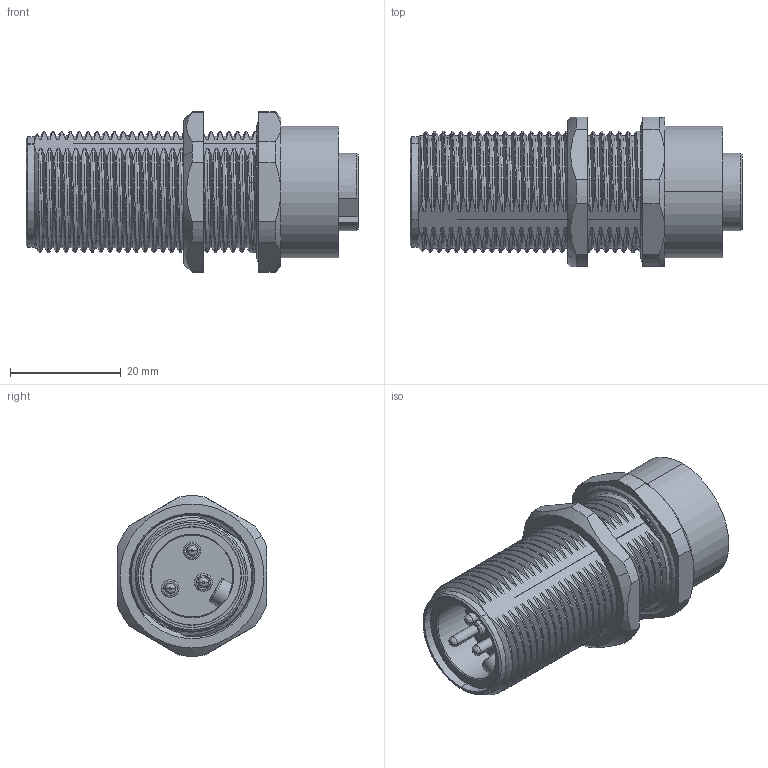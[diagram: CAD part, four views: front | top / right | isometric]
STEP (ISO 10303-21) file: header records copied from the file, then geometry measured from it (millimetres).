
FILE_DESCRIPTION((''),'2;1');
FILE_NAME('7_8_M_F_03-ZP_SW0001','2020-12-17T',('tc.chen'),(''),'PRO/ENGINEER BY PARAMETRIC TECHNOLOGY CORPORATION, 2012480','PRO/ENGINEER BY PARAMETRIC TECHNOLOGY CORPORATION, 2012480','');
FILE_SCHEMA(('AUTOMOTIVE_DESIGN { 1 0 10303 214 1 1 1 1 }'));
Products named in the file (1): 7_8_M_F_03-ZP_SW0001
Bounding box: 59.95 x 27 x 28.96 mm (x, y, z)
Volume: 20220.6 mm3; surface area: 11228.1 mm2
Topology: 1 solids, 1 shells, 531 faces, 1460 edges, 958 vertices
Faces by surface type: bspline 196, cylinder 135, plane 96, cone 57, torus 35, revolution 12
Entity records: 38559 total; most frequent: CARTESIAN_POINT 24820, ORIENTED_EDGE 2920, DIRECTION 1793, EDGE_CURVE 1460, VERTEX_POINT 958, B_SPLINE_CURVE_WITH_KNOTS 701, AXIS2_PLACEMENT_3D 687, EDGE_LOOP 566
